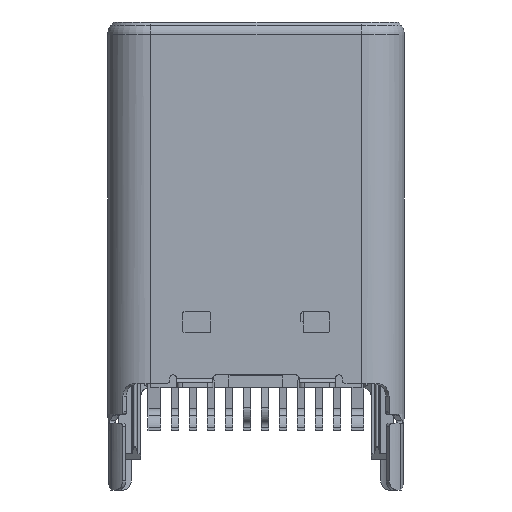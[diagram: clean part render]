
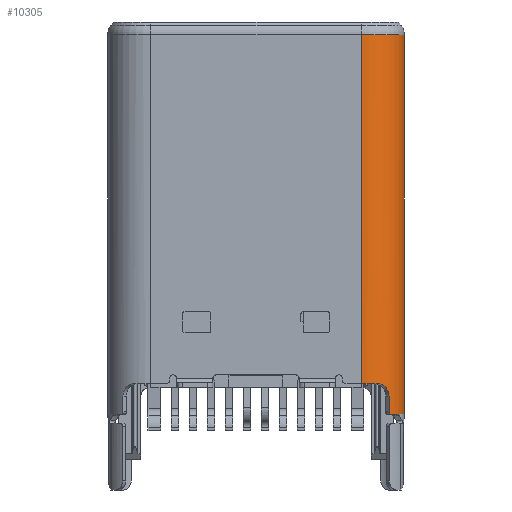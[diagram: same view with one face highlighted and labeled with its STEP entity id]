
A CAD part, front view. The second image highlights one B-rep face of the part: STEP entity #10305.
In plain terms, the highlighted cylindrical face has radius 1.2 mm (diameter 2.4 mm), a partial arc.
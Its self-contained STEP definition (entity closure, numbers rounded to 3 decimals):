
#86 = AXIS2_PLACEMENT_3D ( 'NONE', #28926, #14211, #26019 ) ;
#134 = CARTESIAN_POINT ( 'NONE',  ( 3.395, -1.104, -10.05 ) ) ;
#248 = EDGE_CURVE ( 'NONE', #5808, #18537, #31116, .T. ) ;
#603 = EDGE_CURVE ( 'NONE', #6151, #1130, #3726, .T. ) ;
#867 = CARTESIAN_POINT ( 'NONE',  ( 3.74, -0.881, -10.898 ) ) ;
#973 = CARTESIAN_POINT ( 'NONE',  ( 3.728, -0.891, -10.893 ) ) ;
#986 = CARTESIAN_POINT ( 'NONE',  ( 2.925, -1.2, -10.05 ) ) ;
#1130 = VERTEX_POINT ( 'NONE', #16361 ) ;
#1227 = B_SPLINE_CURVE_WITH_KNOTS ( 'NONE', 3,
 ( #134, #15360, #7695, #27700, #25024, #15147 ),
 .UNSPECIFIED., .F., .F.,
 ( 4, 2, 4 ),
 ( 0., 0., 0.001 ),
 .UNSPECIFIED. ) ;
#1442 = CARTESIAN_POINT ( 'NONE',  ( 2.925, 0., -0.353 ) ) ;
#1557 = DIRECTION ( 'NONE',  ( 1., 0., 0. ) ) ;
#1930 = DIRECTION ( 'NONE',  ( 1., 0., 0. ) ) ;
#2243 = EDGE_CURVE ( 'NONE', #5808, #16159, #6704, .T. ) ;
#2339 = EDGE_CURVE ( 'NONE', #25106, #7264, #25579, .T. ) ;
#3316 = EDGE_CURVE ( 'NONE', #6151, #18816, #14087, .T. ) ;
#3466 = CARTESIAN_POINT ( 'NONE',  ( 3.744, -0.877, -10.899 ) ) ;
#3704 = ORIENTED_EDGE ( 'NONE', *, *, #21472, .F. ) ;
#3726 = LINE ( 'NONE', #23091, #12242 ) ;
#5153 = EDGE_CURVE ( 'NONE', #7264, #6986, #16394, .T. ) ;
#5808 = VERTEX_POINT ( 'NONE', #7713 ) ;
#5866 = CARTESIAN_POINT ( 'NONE',  ( 3.705, -0.912, -10.865 ) ) ;
#6063 = CARTESIAN_POINT ( 'NONE',  ( 3.702, -0.915, -10.858 ) ) ;
#6151 = VERTEX_POINT ( 'NONE', #14462 ) ;
#6175 = CARTESIAN_POINT ( 'NONE',  ( 3.718, -0.901, -10.884 ) ) ;
#6333 = VECTOR ( 'NONE', #17652, 1000. ) ;
#6704 = LINE ( 'NONE', #27236, #6333 ) ;
#6986 = VERTEX_POINT ( 'NONE', #7486 ) ;
#7264 = VERTEX_POINT ( 'NONE', #986 ) ;
#7486 = CARTESIAN_POINT ( 'NONE',  ( 2.925, -1.2, -0.353 ) ) ;
#7695 = CARTESIAN_POINT ( 'NONE',  ( 3.56, -1.021, -10.086 ) ) ;
#7713 = CARTESIAN_POINT ( 'NONE',  ( 4.125, 0., -10.9 ) ) ;
#8339 = DIRECTION ( 'NONE',  ( 0., 0., 1. ) ) ;
#8743 = CARTESIAN_POINT ( 'NONE',  ( 3.748, -0.873, -10.9 ) ) ;
#9829 = ORIENTED_EDGE ( 'NONE', *, *, #3316, .T. ) ;
#10004 = CARTESIAN_POINT ( 'NONE',  ( 3.893, -0.718, -10.9 ) ) ;
#10305 = ADVANCED_FACE ( 'NONE', ( #13458 ), #26888, .T. ) ;
#10947 = CIRCLE ( 'NONE', #23664, 1.2 ) ;
#11295 = ORIENTED_EDGE ( 'NONE', *, *, #248, .F. ) ;
#11894 = DIRECTION ( 'NONE',  ( 0., 0., 1. ) ) ;
#12242 = VECTOR ( 'NONE', #8339, 1000. ) ;
#12261 = CARTESIAN_POINT ( 'NONE',  ( 3.958, -0.61, -10.9 ) ) ;
#12878 = DIRECTION ( 'NONE',  ( -1., 0., 0. ) ) ;
#13199 = CARTESIAN_POINT ( 'NONE',  ( 3.7, -0.917, -10.85 ) ) ;
#13458 = FACE_OUTER_BOUND ( 'NONE', #13888, .T. ) ;
#13888 = EDGE_LOOP ( 'NONE', ( #11295, #27254, #3704, #28070, #30681, #22033, #21844, #9829, #22044, #16813 ) ) ;
#14087 = B_SPLINE_CURVE_WITH_KNOTS ( 'NONE', 3,
 ( #25549, #15769, #16063, #13199, #6063, #5866, #18119, #18325, #6175, #23519, #973, #15651, #867, #3466, #8743, #20596 ),
 .UNSPECIFIED., .F., .F.,
 ( 4, 3, 3, 3, 3, 4 ),
 ( 0., 0., 0., 0., 0., 0. ),
 .UNSPECIFIED. ) ;
#14211 = DIRECTION ( 'NONE',  ( 0., 0., -1. ) ) ;
#14462 = CARTESIAN_POINT ( 'NONE',  ( 3.696, -0.919, -10.825 ) ) ;
#14649 = VERTEX_POINT ( 'NONE', #19333 ) ;
#15147 = CARTESIAN_POINT ( 'NONE',  ( 3.696, -0.919, -10.4 ) ) ;
#15360 = CARTESIAN_POINT ( 'NONE',  ( 3.48, -1.068, -10.05 ) ) ;
#15651 = CARTESIAN_POINT ( 'NONE',  ( 3.734, -0.886, -10.896 ) ) ;
#15769 = CARTESIAN_POINT ( 'NONE',  ( 3.696, -0.919, -10.833 ) ) ;
#16063 = CARTESIAN_POINT ( 'NONE',  ( 3.697, -0.918, -10.842 ) ) ;
#16159 = VERTEX_POINT ( 'NONE', #29180 ) ;
#16361 = CARTESIAN_POINT ( 'NONE',  ( 3.696, -0.919, -10.4 ) ) ;
#16394 = LINE ( 'NONE', #19166, #25260 ) ;
#16550 = DIRECTION ( 'NONE',  ( 0., 0., 1. ) ) ;
#16813 = ORIENTED_EDGE ( 'NONE', *, *, #31047, .F. ) ;
#17652 = DIRECTION ( 'NONE',  ( 0., 0., 1. ) ) ;
#18119 = CARTESIAN_POINT ( 'NONE',  ( 3.709, -0.909, -10.872 ) ) ;
#18325 = CARTESIAN_POINT ( 'NONE',  ( 3.713, -0.905, -10.878 ) ) ;
#18537 = VERTEX_POINT ( 'NONE', #27226 ) ;
#18816 = VERTEX_POINT ( 'NONE', #21082 ) ;
#19166 = CARTESIAN_POINT ( 'NONE',  ( 2.925, -1.2, -10.15 ) ) ;
#19333 = CARTESIAN_POINT ( 'NONE',  ( 3.946, -0.63, -10.9 ) ) ;
#19531 = AXIS2_PLACEMENT_3D ( 'NONE', #30158, #24904, #12878 ) ;
#19758 = CARTESIAN_POINT ( 'NONE',  ( 3.953, -0.62, -10.9 ) ) ;
#19982 = CARTESIAN_POINT ( 'NONE',  ( 3.752, -0.869, -10.9 ) ) ;
#20596 = CARTESIAN_POINT ( 'NONE',  ( 3.752, -0.869, -10.9 ) ) ;
#21082 = CARTESIAN_POINT ( 'NONE',  ( 3.752, -0.869, -10.9 ) ) ;
#21472 = EDGE_CURVE ( 'NONE', #6986, #16159, #10947, .T. ) ;
#21541 = DIRECTION ( 'NONE',  ( 0., 0., 1. ) ) ;
#21844 = ORIENTED_EDGE ( 'NONE', *, *, #603, .F. ) ;
#21886 = B_SPLINE_CURVE_WITH_KNOTS ( 'NONE', 3,
 ( #24614, #12261, #19758, #27407 ),
 .UNSPECIFIED., .F., .F.,
 ( 4, 4 ),
 ( 0., 1. ),
 .UNSPECIFIED. ) ;
#22033 = ORIENTED_EDGE ( 'NONE', *, *, #24056, .T. ) ;
#22044 = ORIENTED_EDGE ( 'NONE', *, *, #26265, .F. ) ;
#22100 = B_SPLINE_CURVE_WITH_KNOTS ( 'NONE', 3,
 ( #22357, #10004, #29546, #19982 ),
 .UNSPECIFIED., .F., .F.,
 ( 4, 4 ),
 ( 0.816, 0.965 ),
 .UNSPECIFIED. ) ;
#22357 = CARTESIAN_POINT ( 'NONE',  ( 3.946, -0.63, -10.9 ) ) ;
#23091 = CARTESIAN_POINT ( 'NONE',  ( 3.696, -0.919, -12.15 ) ) ;
#23519 = CARTESIAN_POINT ( 'NONE',  ( 3.723, -0.896, -10.889 ) ) ;
#23664 = AXIS2_PLACEMENT_3D ( 'NONE', #1442, #16550, #1557 ) ;
#24056 = EDGE_CURVE ( 'NONE', #25106, #1130, #1227, .T. ) ;
#24614 = CARTESIAN_POINT ( 'NONE',  ( 3.964, -0.6, -10.9 ) ) ;
#24904 = DIRECTION ( 'NONE',  ( 0., 0., -1. ) ) ;
#25024 = CARTESIAN_POINT ( 'NONE',  ( 3.696, -0.919, -10.307 ) ) ;
#25106 = VERTEX_POINT ( 'NONE', #27108 ) ;
#25260 = VECTOR ( 'NONE', #21541, 1000. ) ;
#25549 = CARTESIAN_POINT ( 'NONE',  ( 3.696, -0.919, -10.825 ) ) ;
#25579 = CIRCLE ( 'NONE', #19531, 1.2 ) ;
#26019 = DIRECTION ( 'NONE',  ( -1., 0., 0. ) ) ;
#26265 = EDGE_CURVE ( 'NONE', #14649, #18816, #22100, .T. ) ;
#26604 = CARTESIAN_POINT ( 'NONE',  ( 2.925, 0., -10.15 ) ) ;
#26888 = CYLINDRICAL_SURFACE ( 'NONE', #31380, 1.2 ) ;
#27108 = CARTESIAN_POINT ( 'NONE',  ( 3.395, -1.104, -10.05 ) ) ;
#27226 = CARTESIAN_POINT ( 'NONE',  ( 3.964, -0.6, -10.9 ) ) ;
#27236 = CARTESIAN_POINT ( 'NONE',  ( 4.125, 0., -10.15 ) ) ;
#27254 = ORIENTED_EDGE ( 'NONE', *, *, #2243, .T. ) ;
#27407 = CARTESIAN_POINT ( 'NONE',  ( 3.946, -0.63, -10.9 ) ) ;
#27700 = CARTESIAN_POINT ( 'NONE',  ( 3.667, -0.945, -10.215 ) ) ;
#28070 = ORIENTED_EDGE ( 'NONE', *, *, #5153, .F. ) ;
#28926 = CARTESIAN_POINT ( 'NONE',  ( 2.925, 0., -10.9 ) ) ;
#29180 = CARTESIAN_POINT ( 'NONE',  ( 4.125, 0., -0.353 ) ) ;
#29546 = CARTESIAN_POINT ( 'NONE',  ( 3.828, -0.798, -10.9 ) ) ;
#30158 = CARTESIAN_POINT ( 'NONE',  ( 2.925, 0., -10.05 ) ) ;
#30681 = ORIENTED_EDGE ( 'NONE', *, *, #2339, .F. ) ;
#31047 = EDGE_CURVE ( 'NONE', #18537, #14649, #21886, .T. ) ;
#31116 = CIRCLE ( 'NONE', #86, 1.2 ) ;
#31380 = AXIS2_PLACEMENT_3D ( 'NONE', #26604, #11894, #1930 ) ;
